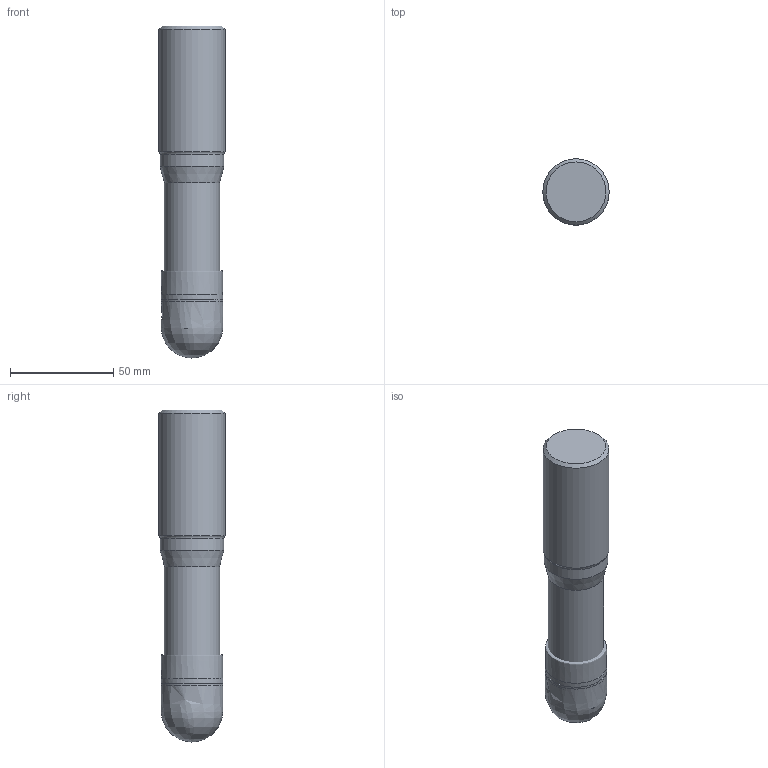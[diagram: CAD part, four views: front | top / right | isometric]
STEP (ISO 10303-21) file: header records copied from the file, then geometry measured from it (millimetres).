
FILE_DESCRIPTION(/* description */ (''),/* implementation_level */ '2;1');
FILE_NAME(/* name */ '1582706793223.stp',/* time_stamp */ '2020-02-26T14:16:45+06:00',/* author */ (''),/* organization */ ('SMS'),/* preprocessor_version */ 'ST-DEVELOPER v16.7',/* originating_system */ 'SIEMENS PLM Software NX 12.0',/* authorisation */ '');
FILE_SCHEMA (('AUTOMOTIVE_DESIGN { 1 0 10303 214 3 1 1 1 }'));
Length unit declared in the file: millimetre
Products named in the file (5): ASSEMBLY_CONSTRUCTION; 202381870mod000_00; 202038876mod000_00; 202388770mod000_00; 202388771mod000_00
Assembly tree (4 placements, depth 2):
  202388771mod000_00
    202388770mod000_00
    202038876mod000_00
    202381870mod000_00
    ASSEMBLY_CONSTRUCTION
Bounding box: 32.12 x 32.12 x 161 mm (x, y, z)
Volume: 129993 mm3; surface area: 22661.1 mm2
Topology: 3 solids, 3 shells, 22 faces, 46 edges, 40 vertices
Faces by surface type: bspline 7, cone 6, cylinder 3, sphere 3, plane 2, torus 1
Full cylindrical faces by diameter (mm): 26.8 x1, 31 x1, 32.125 x1
Entity records: 12798 total; most frequent: CARTESIAN_POINT 12185, DIRECTION 92, AXIS2_PLACEMENT_3D 46, EDGE_LOOP 40, ORIENTED_EDGE 40, FACE_BOUND 38, STYLED_ITEM 30, PRESENTATION_STYLE_ASSIGNMENT 30
